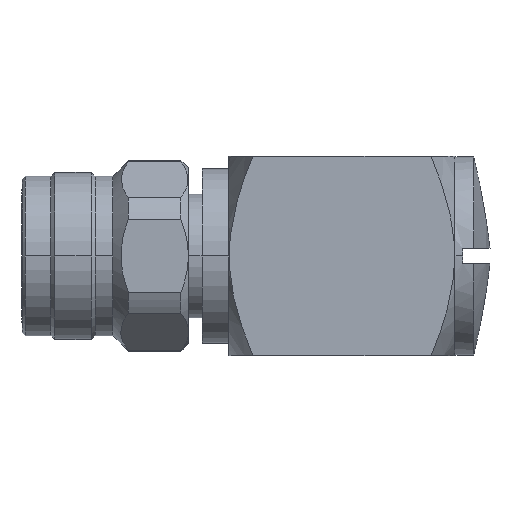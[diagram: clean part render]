
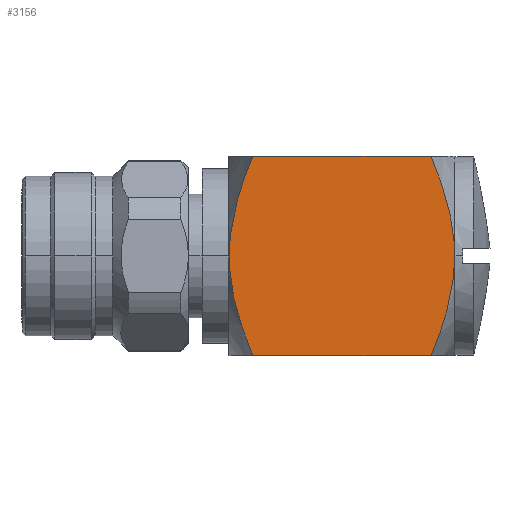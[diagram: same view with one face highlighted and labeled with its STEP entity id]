
A CAD part, left-side view. The second image highlights one B-rep face of the part: STEP entity #3156.
In plain terms, the highlighted planar face has unit normal (-1, 0, 0).
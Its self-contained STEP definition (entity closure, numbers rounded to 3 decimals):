
#19 = LINE ( 'NONE', #253, #3591 ) ;
#138 = DIRECTION ( 'NONE',  ( 0., 0., 1. ) ) ;
#253 = CARTESIAN_POINT ( 'NONE',  ( -9., -12.5, 9. ) ) ;
#275 = CARTESIAN_POINT ( 'NONE',  ( -9., -9.134, -6.078 ) ) ;
#319 = VERTEX_POINT ( 'NONE', #2625 ) ;
#326 = LINE ( 'NONE', #3239, #1491 ) ;
#333 = AXIS2_PLACEMENT_3D ( 'NONE', #4041, #3732, #138 ) ;
#343 = VERTEX_POINT ( 'NONE', #3354 ) ;
#351 = CARTESIAN_POINT ( 'NONE',  ( -9., 8.621, 7.55 ) ) ;
#359 = CARTESIAN_POINT ( 'NONE',  ( -9., 9.134, 6.078 ) ) ;
#389 = CARTESIAN_POINT ( 'NONE',  ( -9., 9.368, 5.331 ) ) ;
#572 = B_SPLINE_CURVE_WITH_KNOTS ( 'NONE', 3,
 ( #592, #2224, #1227, #2493, #1537, #888, #3842, #624, #3527, #4198, #944, #3474, #1887, #4190, #275, #3872, #2538, #3155 ),
 .UNSPECIFIED., .F., .F.,
 ( 4, 2, 2, 2, 2, 2, 2, 2, 4 ),
 ( 0., 0.005, 0.007, 0.008, 0.009, 0.012, 0.014, 0.016, 0.019 ),
 .UNSPECIFIED. ) ;
#592 = CARTESIAN_POINT ( 'NONE',  ( -9., -8.047, 9. ) ) ;
#624 = CARTESIAN_POINT ( 'NONE',  ( -9., -10.184, 0.776 ) ) ;
#704 = CARTESIAN_POINT ( 'NONE',  ( -9., 8.047, 9. ) ) ;
#755 = EDGE_CURVE ( 'NONE', #2260, #319, #572, .T. ) ;
#814 = ORIENTED_EDGE ( 'NONE', *, *, #2492, .T. ) ;
#888 = CARTESIAN_POINT ( 'NONE',  ( -9., -10.083, 1.947 ) ) ;
#908 = DIRECTION ( 'NONE',  ( 0., 1., 0. ) ) ;
#944 = CARTESIAN_POINT ( 'NONE',  ( -9., -10.14, -1.542 ) ) ;
#1013 = CARTESIAN_POINT ( 'NONE',  ( -9., 10.14, 1.542 ) ) ;
#1023 = CARTESIAN_POINT ( 'NONE',  ( -9., 9.922, 3.068 ) ) ;
#1227 = CARTESIAN_POINT ( 'NONE',  ( -9., -9.164, 6.102 ) ) ;
#1263 = ORIENTED_EDGE ( 'NONE', *, *, #755, .F. ) ;
#1314 = CARTESIAN_POINT ( 'NONE',  ( -9., 10.199, 0.774 ) ) ;
#1491 = VECTOR ( 'NONE', #1996, 1000. ) ;
#1537 = CARTESIAN_POINT ( 'NONE',  ( -9., -9.916, 3.103 ) ) ;
#1635 = CARTESIAN_POINT ( 'NONE',  ( -9., 8.047, 9. ) ) ;
#1688 = EDGE_CURVE ( 'NONE', #343, #1724, #3804, .T. ) ;
#1724 = VERTEX_POINT ( 'NONE', #1635 ) ;
#1756 = PLANE ( 'NONE',  #333 ) ;
#1887 = CARTESIAN_POINT ( 'NONE',  ( -9., -9.762, -3.825 ) ) ;
#1996 = DIRECTION ( 'NONE',  ( 0., 1., 0. ) ) ;
#2033 = CARTESIAN_POINT ( 'NONE',  ( -9., -8.047, 9. ) ) ;
#2224 = CARTESIAN_POINT ( 'NONE',  ( -9., -8.635, 7.559 ) ) ;
#2260 = VERTEX_POINT ( 'NONE', #2033 ) ;
#2276 = CARTESIAN_POINT ( 'NONE',  ( -9., 10.083, -1.947 ) ) ;
#2289 = CARTESIAN_POINT ( 'NONE',  ( -9., 9.754, -3.86 ) ) ;
#2429 = EDGE_LOOP ( 'NONE', ( #2447, #1263, #814, #3502 ) ) ;
#2447 = ORIENTED_EDGE ( 'NONE', *, *, #3695, .F. ) ;
#2492 = EDGE_CURVE ( 'NONE', #2260, #1724, #19, .T. ) ;
#2493 = CARTESIAN_POINT ( 'NONE',  ( -9., -9.754, 3.86 ) ) ;
#2538 = CARTESIAN_POINT ( 'NONE',  ( -9., -8.342, -8.278 ) ) ;
#2612 = CARTESIAN_POINT ( 'NONE',  ( -9., 8.342, 8.278 ) ) ;
#2625 = CARTESIAN_POINT ( 'NONE',  ( -9., -8.047, -9. ) ) ;
#2675 = FACE_OUTER_BOUND ( 'NONE', #2429, .T. ) ;
#2944 = CARTESIAN_POINT ( 'NONE',  ( -9., 9.164, -6.102 ) ) ;
#3155 = CARTESIAN_POINT ( 'NONE',  ( -9., -8.047, -9. ) ) ;
#3156 = ADVANCED_FACE ( 'NONE', ( #2675 ), #1756, .T. ) ;
#3239 = CARTESIAN_POINT ( 'NONE',  ( -9., -12.5, -9. ) ) ;
#3262 = CARTESIAN_POINT ( 'NONE',  ( -9., 10.199, -0.387 ) ) ;
#3297 = CARTESIAN_POINT ( 'NONE',  ( -9., 8.047, -9. ) ) ;
#3354 = CARTESIAN_POINT ( 'NONE',  ( -9., 8.047, -9. ) ) ;
#3474 = CARTESIAN_POINT ( 'NONE',  ( -9., -9.922, -3.068 ) ) ;
#3502 = ORIENTED_EDGE ( 'NONE', *, *, #1688, .F. ) ;
#3527 = CARTESIAN_POINT ( 'NONE',  ( -9., -10.199, 0.387 ) ) ;
#3589 = CARTESIAN_POINT ( 'NONE',  ( -9., 8.635, -7.559 ) ) ;
#3591 = VECTOR ( 'NONE', #908, 1000. ) ;
#3651 = CARTESIAN_POINT ( 'NONE',  ( -9., 9.916, -3.103 ) ) ;
#3695 = EDGE_CURVE ( 'NONE', #319, #343, #326, .T. ) ;
#3732 = DIRECTION ( 'NONE',  ( -1., 0., 0. ) ) ;
#3804 = B_SPLINE_CURVE_WITH_KNOTS ( 'NONE', 3,
 ( #3297, #3589, #2944, #2289, #3651, #2276, #3945, #4241, #3262, #1314, #1013, #1023, #3961, #389, #359, #351, #2612, #704 ),
 .UNSPECIFIED., .F., .F.,
 ( 4, 2, 2, 2, 2, 2, 2, 2, 4 ),
 ( 0., 0.005, 0.007, 0.008, 0.009, 0.012, 0.014, 0.016, 0.019 ),
 .UNSPECIFIED. ) ;
#3842 = CARTESIAN_POINT ( 'NONE',  ( -9., -10.126, 1.557 ) ) ;
#3872 = CARTESIAN_POINT ( 'NONE',  ( -9., -8.621, -7.55 ) ) ;
#3945 = CARTESIAN_POINT ( 'NONE',  ( -9., 10.126, -1.557 ) ) ;
#3961 = CARTESIAN_POINT ( 'NONE',  ( -9., 9.762, 3.825 ) ) ;
#4041 = CARTESIAN_POINT ( 'NONE',  ( -9., -12.5, -9. ) ) ;
#4190 = CARTESIAN_POINT ( 'NONE',  ( -9., -9.368, -5.331 ) ) ;
#4198 = CARTESIAN_POINT ( 'NONE',  ( -9., -10.199, -0.774 ) ) ;
#4241 = CARTESIAN_POINT ( 'NONE',  ( -9., 10.184, -0.776 ) ) ;
